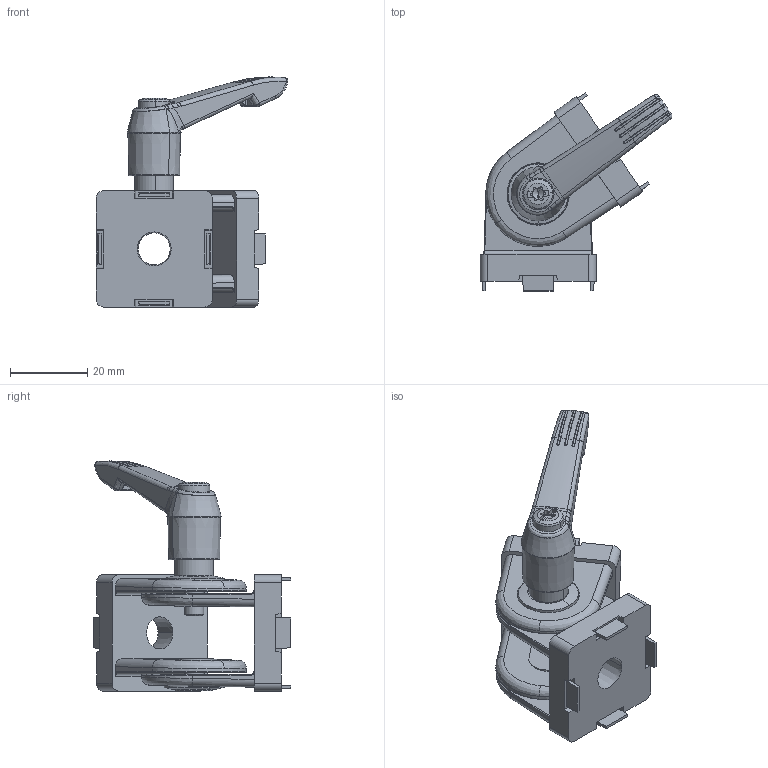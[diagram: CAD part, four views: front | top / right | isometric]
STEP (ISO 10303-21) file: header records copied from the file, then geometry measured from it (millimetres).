
FILE_DESCRIPTION (( 'STEP AP203' ), '1' );
FILE_NAME ('151200.step', '2021-06-03T16:34:30', ( '' ), ( '' ), 'SwSTEP 2.0', 'SolidWorks 2021', '' );
FILE_SCHEMA (( 'CONFIG_CONTROL_DESIGN' ));
Length unit declared in the file: millimetre
Products named in the file (1): 151200
Bounding box: 49.54 x 51.1 x 59.39 mm (x, y, z)
Volume: 24211.2 mm3; surface area: 16873 mm2
Topology: 7 solids, 8 shells, 514 faces, 1243 edges, 759 vertices
Faces by surface type: plane 178, bspline 111, cylinder 106, torus 49, cone 46, sphere 24
Entity records: 18361 total; most frequent: CARTESIAN_POINT 7028, ORIENTED_EDGE 2462, DIRECTION 2219, EDGE_CURVE 1231, AXIS2_PLACEMENT_3D 864, VERTEX_POINT 757, EDGE_LOOP 552, ADVANCED_FACE 514
